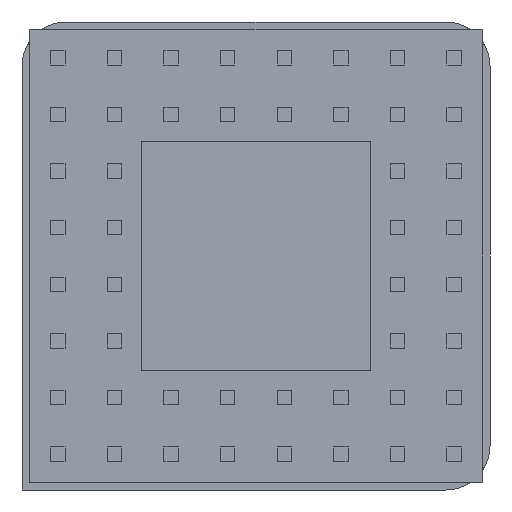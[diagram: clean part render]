
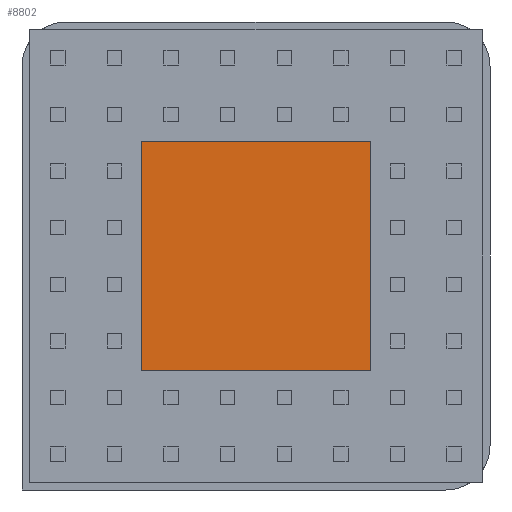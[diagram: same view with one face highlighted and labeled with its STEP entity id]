
A CAD part, front view. The second image highlights one B-rep face of the part: STEP entity #8802.
In plain terms, the highlighted planar face has unit normal (0, -1, 0).
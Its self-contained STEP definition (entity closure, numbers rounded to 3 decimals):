
#254=FACE_OUTER_BOUND('',#814,.T.);
#814=EDGE_LOOP('',(#6376,#6377,#6378,#6379));
#1269=LINE('',#12022,#2479);
#1273=LINE('',#12030,#2483);
#1276=LINE('',#12036,#2486);
#1279=LINE('',#12041,#2489);
#2479=VECTOR('',#9758,10.);
#2483=VECTOR('',#9764,10.);
#2486=VECTOR('',#9769,10.);
#2489=VECTOR('',#9774,10.);
#3705=VERTEX_POINT('',#12020);
#3706=VERTEX_POINT('',#12021);
#3709=VERTEX_POINT('',#12029);
#3711=VERTEX_POINT('',#12035);
#4519=EDGE_CURVE('',#3705,#3706,#1269,.T.);
#4523=EDGE_CURVE('',#3706,#3709,#1273,.T.);
#4526=EDGE_CURVE('',#3709,#3711,#1276,.T.);
#4529=EDGE_CURVE('',#3711,#3705,#1279,.T.);
#6376=ORIENTED_EDGE('',*,*,#4519,.T.);
#6377=ORIENTED_EDGE('',*,*,#4523,.T.);
#6378=ORIENTED_EDGE('',*,*,#4526,.T.);
#6379=ORIENTED_EDGE('',*,*,#4529,.T.);
#8295=PLANE('',#9334);
#8802=ADVANCED_FACE('',(#254),#8295,.T.);
#9334=AXIS2_PLACEMENT_3D('',#12948,#10442,#10443);
#9758=DIRECTION('',(0.,0.,1.));
#9764=DIRECTION('',(-1.,0.,0.));
#9769=DIRECTION('',(0.,0.,-1.));
#9774=DIRECTION('',(1.,0.,0.));
#10442=DIRECTION('center_axis',(0.,-1.,0.));
#10443=DIRECTION('ref_axis',(0.,0.,-1.));
#12020=CARTESIAN_POINT('',(5.16,-3.,-5.16));
#12021=CARTESIAN_POINT('',(5.16,-3.,5.16));
#12022=CARTESIAN_POINT('',(5.16,-3.,2.58));
#12029=CARTESIAN_POINT('',(-5.16,-3.,5.16));
#12030=CARTESIAN_POINT('',(-2.58,-3.,5.16));
#12035=CARTESIAN_POINT('',(-5.16,-3.,-5.16));
#12036=CARTESIAN_POINT('',(-5.16,-3.,-2.58));
#12041=CARTESIAN_POINT('',(2.58,-3.,-5.16));
#12948=CARTESIAN_POINT('Origin',(0.,-3.,0.));
